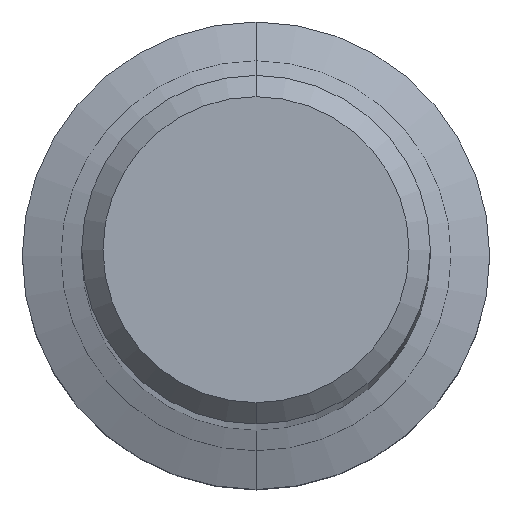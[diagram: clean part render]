
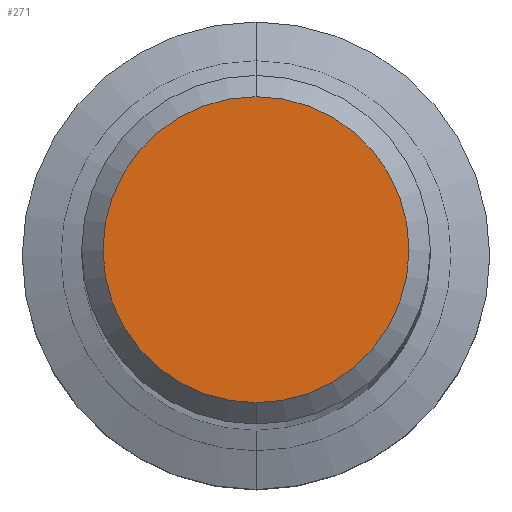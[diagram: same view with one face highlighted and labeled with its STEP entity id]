
A CAD part, top view. The second image highlights one B-rep face of the part: STEP entity #271.
In plain terms, the highlighted planar face has unit normal (0, 0, 1).
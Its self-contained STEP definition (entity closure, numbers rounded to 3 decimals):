
#271=ADVANCED_FACE('',(#631),#632,.T.);
#347=VERTEX_POINT('',#715);
#403=EDGE_CURVE('',#347,#451,#780,.T.);
#451=VERTEX_POINT('',#835);
#477=EDGE_CURVE('',#451,#347,#862,.T.);
#631=FACE_OUTER_BOUND('',#1108,.T.);
#632=PLANE('',#1109);
#715=CARTESIAN_POINT('',(0.,-3.6,0.0));
#780=CIRCLE('',#1400,3.6);
#835=CARTESIAN_POINT('',(0.0,3.6,0.0));
#862=CIRCLE('',#1525,3.6);
#1108=EDGE_LOOP('',(#1722,#1723));
#1109=AXIS2_PLACEMENT_3D('',#1724,#1725,#1726);
#1400=AXIS2_PLACEMENT_3D('',#1930,#1931,#1932);
#1525=AXIS2_PLACEMENT_3D('',#2016,#2017,#2018);
#1722=ORIENTED_EDGE('',*,*,#477,.F.);
#1723=ORIENTED_EDGE('',*,*,#403,.F.);
#1724=CARTESIAN_POINT('',(0.0,1.8,0.0));
#1725=DIRECTION('',(-0.0,0.0,1.0));
#1726=DIRECTION('',(0.0,-1.0,0.0));
#1930=CARTESIAN_POINT('',(0.0,0.0,0.0));
#1931=DIRECTION('',(0.0,0.0,-1.0));
#1932=DIRECTION('',(0.0,1.0,0.0));
#2016=CARTESIAN_POINT('',(0.0,0.0,0.0));
#2017=DIRECTION('',(0.0,0.0,-1.0));
#2018=DIRECTION('',(0.0,1.0,0.0));
